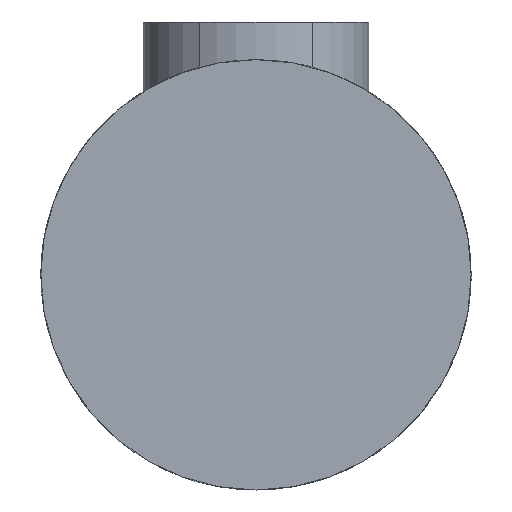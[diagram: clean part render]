
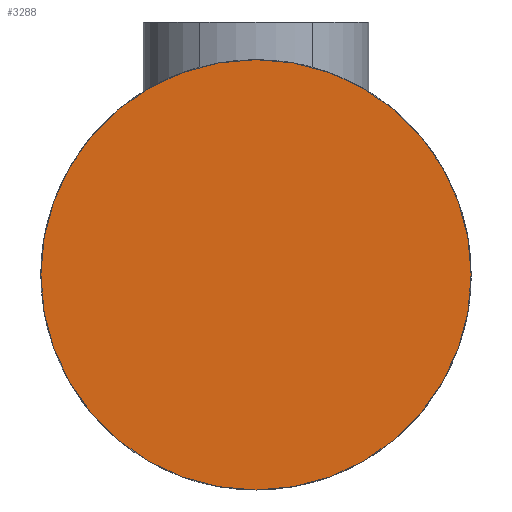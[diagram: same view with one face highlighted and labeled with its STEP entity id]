
A CAD part, left-side view. The second image highlights one B-rep face of the part: STEP entity #3288.
In plain terms, the highlighted planar face has unit normal (-1, 0, 0).
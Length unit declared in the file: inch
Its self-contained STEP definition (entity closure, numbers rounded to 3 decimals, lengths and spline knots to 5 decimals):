
#299=CARTESIAN_POINT('',(0.,0.,0.));
#300=DIRECTION('',(1.,0.,0.));
#301=DIRECTION('',(0.,0.5,-0.866));
#302=AXIS2_PLACEMENT_3D('',#299,#300,#301);
#894=CARTESIAN_POINT('',(0.,0.,0.));
#895=DIRECTION('',(1.,0.,0.));
#896=DIRECTION('',(0.,-0.5,-0.866));
#897=AXIS2_PLACEMENT_3D('',#894,#895,#896);
#899=CARTESIAN_POINT('',(0.,-0.7,-1.21244));
#900=CARTESIAN_POINT('',(0.,0.7,-1.21244));
#901=VERTEX_POINT('',#899);
#902=VERTEX_POINT('',#900);
#3279=CARTESIAN_POINT('',(0.,0.,0.));
#3280=DIRECTION('',(1.,0.,0.));
#3281=DIRECTION('',(0.,0.,-1.));
#3282=AXIS2_PLACEMENT_3D('',#3279,#3280,#3281);
#3283=PLANE('',#3282);
#3284=ORIENTED_EDGE('',*,*,#1366,.T.);
#3285=ORIENTED_EDGE('',*,*,#3262,.T.);
#3286=EDGE_LOOP('',(#3284,#3285));
#3287=FACE_OUTER_BOUND('',#3286,.F.);
#303=CIRCLE('',#302,1.4);
#898=CIRCLE('',#897,1.4);
#1366=EDGE_CURVE('',#902,#901,#303,.T.);
#3262=EDGE_CURVE('',#901,#902,#898,.T.);
#3288=ADVANCED_FACE('',(#3287),#3283,.F.);
